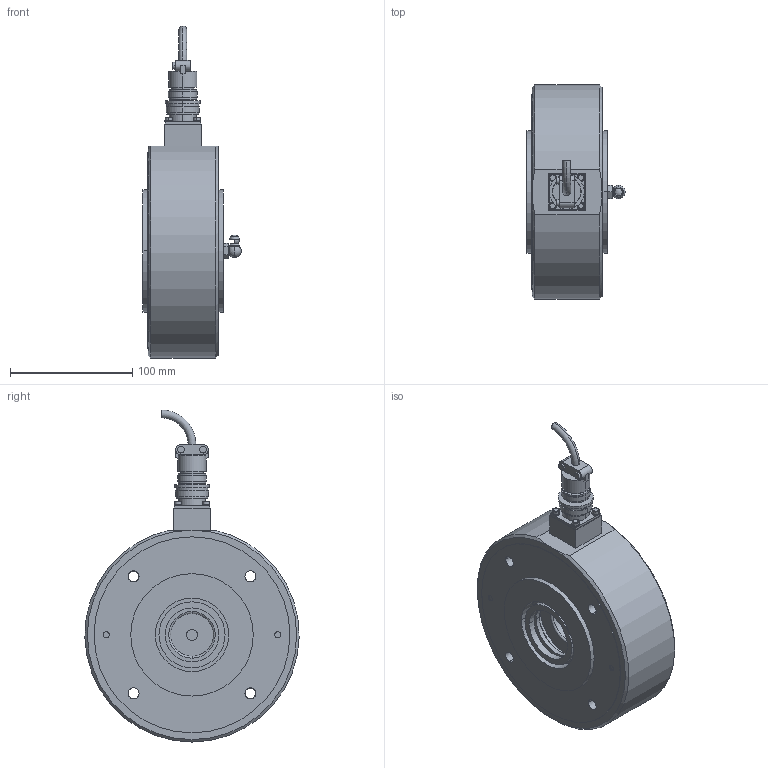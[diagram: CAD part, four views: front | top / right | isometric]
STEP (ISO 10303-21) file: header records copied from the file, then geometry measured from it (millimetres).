
FILE_DESCRIPTION((''),'2;1');
FILE_NAME('Zeichnung10.stp','2019-10-07T14:55:07',(''),(''),'Mechanical Desktop 2009','Mechanical Desktop 2009',', , ');
FILE_SCHEMA(('CONFIG_CONTROL_DESIGN'));
Length unit declared in the file: millimetre
Products named in the file (41): ZEICHNUNG10; L50006A; L4857104; TEIL1AA; L48573A; TEIL1; L49026; TEIL1AAA; ZYLSTIFT10X36A; ZYLSTIFT10X36; ZYLSTIFT8X36; ZYLSTIFT8X36A; I-6KT_SCHRAUBE_M3X25A; I-6KT_SCHRAUBE_M3X25; I-6KT_SCHRAUBE_M6X50NKA; I-6KT_SCHRAUBE_M6X50NK; FEDERRING_M3A; FEDERRING_M3; SICHERUNGSRING_J80; SICHERUNGSRING_J80A; V_RING_V45AA; V_RING_V45A; L4340401; TEIL1A; FLANSCHDOSE_14S-2P_4-POLIG; FLANSCHDOSE_14S-2P_4-POLIGA; PENDELKUGELLAGER_1307TVA; PENDELKUGELLAGER_1307TV; L1910073; 49960_01; L1910073|AVE_RENDER; L1910073|AVE_GLOBAL; L1910073|RM_SDB; SCHMIERNIPPEL_M10X1_90_H3; SCHMIERNIPPEL_M10X1_90_H3A; L50006; L48573; RM_SDBA; L49015; ~TEIL1 ...
Assembly tree (56 placements, depth 4):
  ZEICHNUNG10
    L50006A
      L4857104
        TEIL1AA
      L48573A
        TEIL1
      L49026
        TEIL1AAA
      ZYLSTIFT10X36A
        ZYLSTIFT10X36
      ZYLSTIFT8X36
        ZYLSTIFT8X36A
      I-6KT_SCHRAUBE_M3X25A  x4
        I-6KT_SCHRAUBE_M3X25
      I-6KT_SCHRAUBE_M6X50NKA  x2
        I-6KT_SCHRAUBE_M6X50NK
      FEDERRING_M3A  x4
        FEDERRING_M3
      SICHERUNGSRING_J80
        SICHERUNGSRING_J80A
      V_RING_V45AA
        V_RING_V45A
      L4340401  x2
        TEIL1A
      FLANSCHDOSE_14S-2P_4-POLIG
        FLANSCHDOSE_14S-2P_4-POLIGA
      PENDELKUGELLAGER_1307TVA
        PENDELKUGELLAGER_1307TV
      L1910073
        49960_01
        L1910073|AVE_RENDER  x8
        L1910073|AVE_GLOBAL
        L1910073|RM_SDB  x3
      SCHMIERNIPPEL_M10X1_90_H3
        SCHMIERNIPPEL_M10X1_90_H3A
    L50006
      L48573
    RM_SDBA  x3
  L49015
  ~TEIL1
  RM_SDB
Bounding box: 80.36 x 174.96 x 271.15 mm (x, y, z)
Volume: 1286128.2 mm3; surface area: 271737.2 mm2
Topology: 23 solids, 23 shells, 423 faces, 993 edges, 650 vertices
Faces by surface type: cylinder 241, plane 112, cone 36, torus 24, sphere 6, bspline 4
Entity records: 11797 total; most frequent: DIRECTION 2134, CARTESIAN_POINT 2079, ORIENTED_EDGE 1590, AXIS2_PLACEMENT_3D 921, EDGE_CURVE 795, VERTEX_POINT 526, CIRCLE 499, EDGE_LOOP 469
